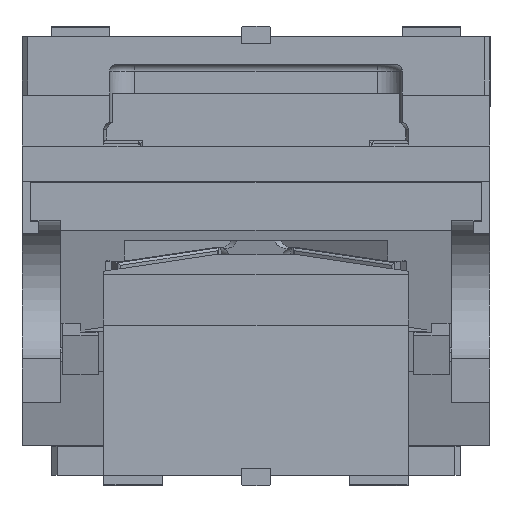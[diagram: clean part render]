
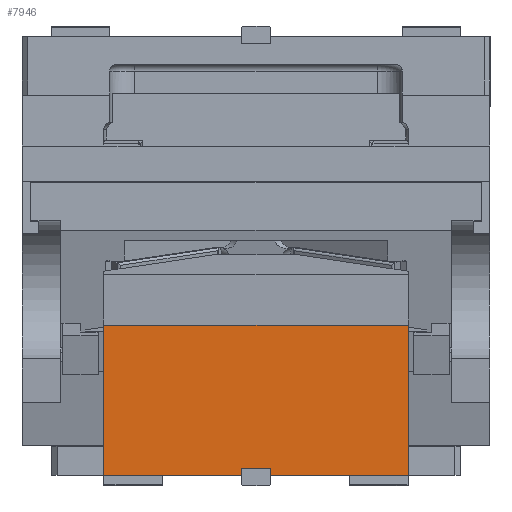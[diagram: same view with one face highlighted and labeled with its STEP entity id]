
A CAD part, left-side view. The second image highlights one B-rep face of the part: STEP entity #7946.
In plain terms, the highlighted planar face has unit normal (-1, 0, 0).
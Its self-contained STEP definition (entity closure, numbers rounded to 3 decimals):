
#6575=CARTESIAN_POINT('Vertex',(-85.,-130.,-246.562)) ;
#6578=CARTESIAN_POINT('Line Origine',(-85.,-130.,-310.781)) ;
#6582=CARTESIAN_POINT('Vertex',(-85.,-130.,-375.)) ;
#7819=CARTESIAN_POINT('Vertex',(-85.,-12.5,-375.)) ;
#7822=CARTESIAN_POINT('Line Origine',(-85.,-12.5,-372.)) ;
#7826=CARTESIAN_POINT('Vertex',(-85.,-12.5,-369.)) ;
#7868=CARTESIAN_POINT('Vertex',(-85.,12.5,-369.)) ;
#7871=CARTESIAN_POINT('Line Origine',(-85.,12.5,-372.)) ;
#7875=CARTESIAN_POINT('Vertex',(-85.,12.5,-375.)) ;
#7895=CARTESIAN_POINT('Line Origine',(-85.,0.,-369.)) ;
#7907=CARTESIAN_POINT('Axis2P3D Location',(-85.,175.,-175.)) ;
#7912=CARTESIAN_POINT('Line Origine',(-85.,-71.25,-375.)) ;
#7917=CARTESIAN_POINT('Line Origine',(-85.,0.,-246.562)) ;
#7921=CARTESIAN_POINT('Vertex',(-85.,130.,-246.562)) ;
#7924=CARTESIAN_POINT('Line Origine',(-85.,130.,-310.781)) ;
#7928=CARTESIAN_POINT('Vertex',(-85.,130.,-375.)) ;
#7931=CARTESIAN_POINT('Line Origine',(-85.,71.25,-375.)) ;
#6579=DIRECTION('Vector Direction',(0.,0.,1.)) ;
#7823=DIRECTION('Vector Direction',(0.,0.,-1.)) ;
#7872=DIRECTION('Vector Direction',(0.,0.,-1.)) ;
#7896=DIRECTION('Vector Direction',(0.,1.,0.)) ;
#7908=DIRECTION('Axis2P3D Direction',(1.,0.,0.)) ;
#7909=DIRECTION('Axis2P3D XDirection',(0.,0.,-1.)) ;
#7913=DIRECTION('Vector Direction',(0.,-1.,0.)) ;
#7918=DIRECTION('Vector Direction',(0.,-1.,0.)) ;
#7925=DIRECTION('Vector Direction',(0.,0.,1.)) ;
#7932=DIRECTION('Vector Direction',(0.,1.,0.)) ;
#7910=AXIS2_PLACEMENT_3D('Plane Axis2P3D',#7907,#7908,#7909) ;
#7937=ORIENTED_EDGE('',*,*,#7899,.F.) ;
#7938=ORIENTED_EDGE('',*,*,#7828,.T.) ;
#7939=ORIENTED_EDGE('',*,*,#7916,.T.) ;
#7940=ORIENTED_EDGE('',*,*,#6584,.T.) ;
#7941=ORIENTED_EDGE('',*,*,#7923,.F.) ;
#7942=ORIENTED_EDGE('',*,*,#7930,.F.) ;
#7943=ORIENTED_EDGE('',*,*,#7935,.F.) ;
#7944=ORIENTED_EDGE('',*,*,#7877,.F.) ;
#6580=VECTOR('Line Direction',#6579,1.) ;
#7824=VECTOR('Line Direction',#7823,1.) ;
#7873=VECTOR('Line Direction',#7872,1.) ;
#7897=VECTOR('Line Direction',#7896,1.) ;
#7914=VECTOR('Line Direction',#7913,1.) ;
#7919=VECTOR('Line Direction',#7918,1.) ;
#7926=VECTOR('Line Direction',#7925,1.) ;
#7933=VECTOR('Line Direction',#7932,1.) ;
#7946=ADVANCED_FACE('CAM DRIVER',(#7945),#7911,.F.) ;
#6584=EDGE_CURVE('',#6583,#6576,#6581,.T.) ;
#7828=EDGE_CURVE('',#7827,#7820,#7825,.T.) ;
#7877=EDGE_CURVE('',#7869,#7876,#7874,.T.) ;
#7899=EDGE_CURVE('',#7827,#7869,#7898,.T.) ;
#7916=EDGE_CURVE('',#7820,#6583,#7915,.T.) ;
#7923=EDGE_CURVE('',#7922,#6576,#7920,.T.) ;
#7930=EDGE_CURVE('',#7929,#7922,#7927,.T.) ;
#7935=EDGE_CURVE('',#7876,#7929,#7934,.T.) ;
#7936=EDGE_LOOP('',(#7937,#7938,#7939,#7940,#7941,#7942,#7943,#7944)) ;
#7945=FACE_OUTER_BOUND('',#7936,.T.) ;
#6581=LINE('Line',#6578,#6580) ;
#7825=LINE('Line',#7822,#7824) ;
#7874=LINE('Line',#7871,#7873) ;
#7898=LINE('Line',#7895,#7897) ;
#7915=LINE('Line',#7912,#7914) ;
#7920=LINE('Line',#7917,#7919) ;
#7927=LINE('Line',#7924,#7926) ;
#7934=LINE('Line',#7931,#7933) ;
#7911=PLANE('Plane',#7910) ;
#6576=VERTEX_POINT('',#6575) ;
#6583=VERTEX_POINT('',#6582) ;
#7820=VERTEX_POINT('',#7819) ;
#7827=VERTEX_POINT('',#7826) ;
#7869=VERTEX_POINT('',#7868) ;
#7876=VERTEX_POINT('',#7875) ;
#7922=VERTEX_POINT('',#7921) ;
#7929=VERTEX_POINT('',#7928) ;
